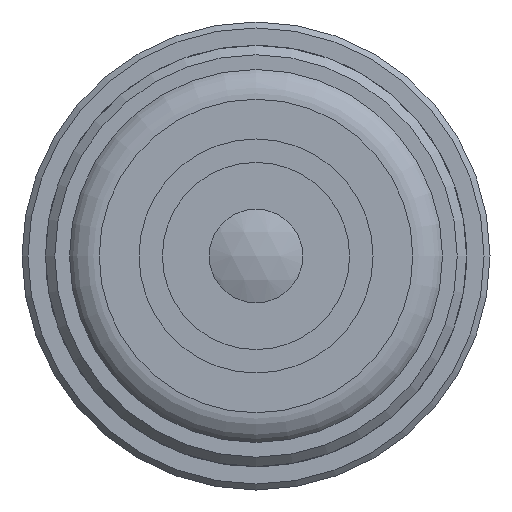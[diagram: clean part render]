
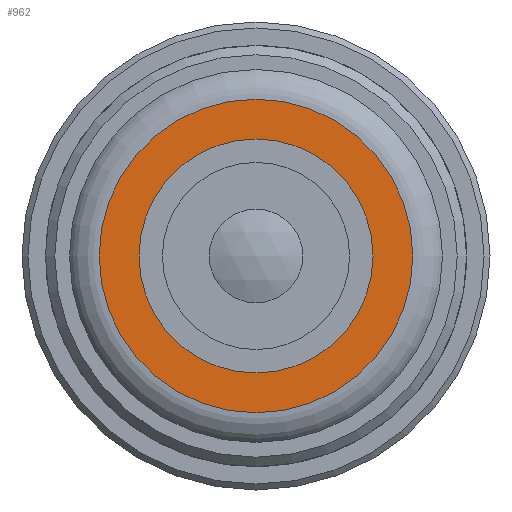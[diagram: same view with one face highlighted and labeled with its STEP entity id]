
A CAD part, left-side view. The second image highlights one B-rep face of the part: STEP entity #962.
In plain terms, the highlighted planar face has unit normal (-1, 0, 0).
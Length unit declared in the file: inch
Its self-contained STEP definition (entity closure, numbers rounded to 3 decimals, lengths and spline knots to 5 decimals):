
#4 = DIRECTION ( 'NONE',  ( 0., 0., 1. ) ) ;
#29 = DIRECTION ( 'NONE',  ( 1., 0., 0. ) ) ;
#114 = ORIENTED_EDGE ( 'NONE', *, *, #181, .T. ) ;
#181 = EDGE_CURVE ( 'NONE', #384, #384, #527, .T. ) ;
#266 = DIRECTION ( 'NONE',  ( 0., 0., -1. ) ) ;
#273 = FACE_BOUND ( 'NONE', #280, .T. ) ;
#278 = VERTEX_POINT ( 'NONE', #759 ) ;
#280 = EDGE_LOOP ( 'NONE', ( #1022 ) ) ;
#291 = CARTESIAN_POINT ( 'NONE',  ( 0.12402, 0., 0.13189 ) ) ;
#310 = AXIS2_PLACEMENT_3D ( 'NONE', #838, #29, #266 ) ;
#384 = VERTEX_POINT ( 'NONE', #291 ) ;
#420 = EDGE_CURVE ( 'NONE', #278, #278, #883, .T. ) ;
#466 = CARTESIAN_POINT ( 'NONE',  ( 0.12402, 0., 0. ) ) ;
#527 = CIRCLE ( 'NONE', #910, 0.13189 ) ;
#536 = FACE_OUTER_BOUND ( 'NONE', #818, .T. ) ;
#537 = AXIS2_PLACEMENT_3D ( 'NONE', #926, #753, #757 ) ;
#743 = PLANE ( 'NONE',  #310 ) ;
#753 = DIRECTION ( 'NONE',  ( -1., 0., 0. ) ) ;
#757 = DIRECTION ( 'NONE',  ( 0., 0., 1. ) ) ;
#759 = CARTESIAN_POINT ( 'NONE',  ( 0.12402, 0., 0.08839 ) ) ;
#818 = EDGE_LOOP ( 'NONE', ( #114 ) ) ;
#838 = CARTESIAN_POINT ( 'NONE',  ( 0.12402, 0.08839, 0. ) ) ;
#883 = CIRCLE ( 'NONE', #537, 0.08839 ) ;
#910 = AXIS2_PLACEMENT_3D ( 'NONE', #466, #955, #4 ) ;
#926 = CARTESIAN_POINT ( 'NONE',  ( 0.12402, 0., 0. ) ) ;
#955 = DIRECTION ( 'NONE',  ( -1., 0., 0. ) ) ;
#962 = ADVANCED_FACE ( 'NONE', ( #273, #536 ), #743, .F. ) ;
#1022 = ORIENTED_EDGE ( 'NONE', *, *, #420, .F. ) ;
